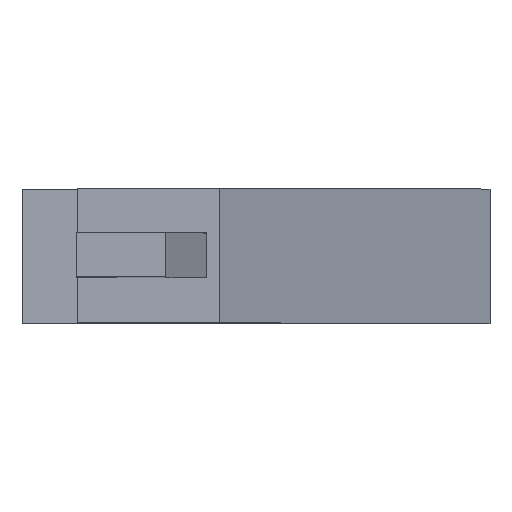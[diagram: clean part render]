
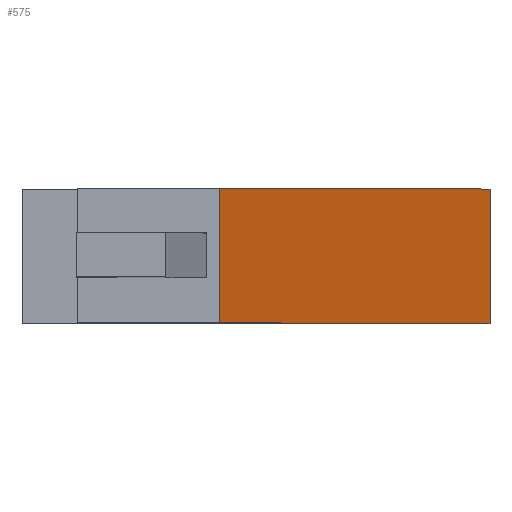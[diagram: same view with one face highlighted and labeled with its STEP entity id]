
A CAD part, top view. The second image highlights one B-rep face of the part: STEP entity #575.
In plain terms, the highlighted planar face has unit normal (0.902, 0, 0.433).
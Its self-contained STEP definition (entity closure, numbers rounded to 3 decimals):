
#35=FACE_OUTER_BOUND('',#68,.T.);
#68=EDGE_LOOP('',(#430,#431,#432,#433));
#101=LINE('',#822,#179);
#108=LINE('',#836,#186);
#120=LINE('',#859,#198);
#121=LINE('',#861,#199);
#179=VECTOR('',#672,10.);
#186=VECTOR('',#681,10.);
#198=VECTOR('',#703,10.);
#199=VECTOR('',#706,10.);
#253=VERTEX_POINT('',#820);
#254=VERTEX_POINT('',#821);
#260=VERTEX_POINT('',#835);
#266=VERTEX_POINT('',#857);
#309=EDGE_CURVE('',#253,#254,#101,.T.);
#316=EDGE_CURVE('',#260,#254,#108,.T.);
#328=EDGE_CURVE('',#253,#266,#120,.T.);
#329=EDGE_CURVE('',#260,#266,#121,.T.);
#430=ORIENTED_EDGE('',*,*,#328,.T.);
#431=ORIENTED_EDGE('',*,*,#329,.F.);
#432=ORIENTED_EDGE('',*,*,#316,.T.);
#433=ORIENTED_EDGE('',*,*,#309,.F.);
#543=PLANE('',#623);
#575=ADVANCED_FACE('',(#35),#543,.T.);
#623=AXIS2_PLACEMENT_3D('',#860,#704,#705);
#672=DIRECTION('',(-0.433,0.,0.902));
#681=DIRECTION('',(0.,-1.,0.));
#703=DIRECTION('',(0.,1.,0.));
#704=DIRECTION('center_axis',(0.902,0.,0.433));
#705=DIRECTION('ref_axis',(0.433,0.,-0.902));
#706=DIRECTION('',(0.433,0.,-0.902));
#820=CARTESIAN_POINT('',(23.546,-3.,4.889));
#821=CARTESIAN_POINT('',(11.495,-3.,30.));
#822=CARTESIAN_POINT('',(23.546,-3.,4.889));
#835=CARTESIAN_POINT('',(11.495,3.,30.));
#836=CARTESIAN_POINT('',(11.495,0.,30.));
#857=CARTESIAN_POINT('',(23.546,3.,4.889));
#859=CARTESIAN_POINT('',(23.546,0.,4.889));
#860=CARTESIAN_POINT('Origin',(11.495,0.,30.));
#861=CARTESIAN_POINT('',(23.546,3.,4.889));
